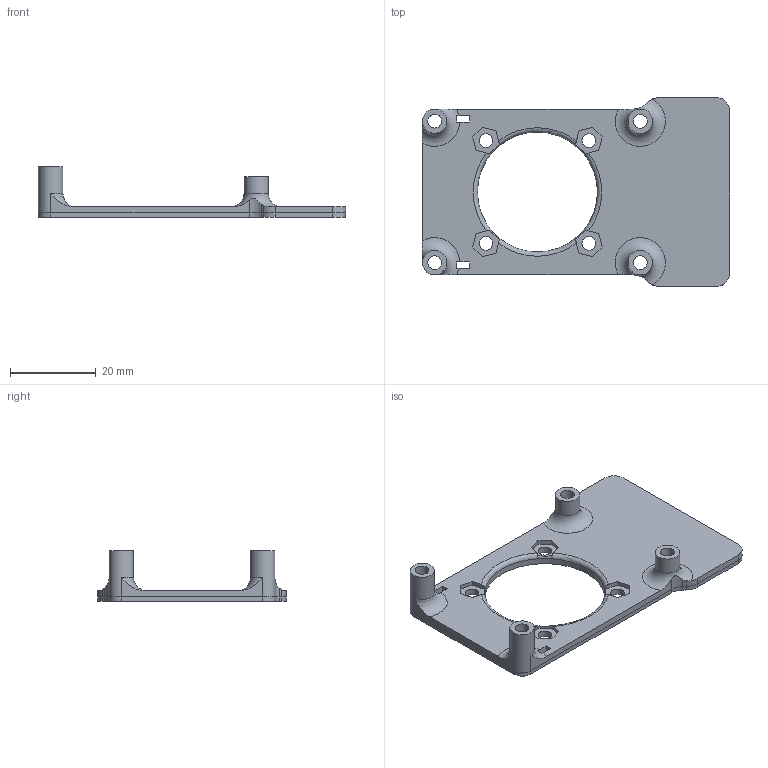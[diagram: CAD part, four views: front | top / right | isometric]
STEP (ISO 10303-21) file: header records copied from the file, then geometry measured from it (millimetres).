
FILE_DESCRIPTION(/* description */ ('STEP AP242','CAx-IF Rec.Pracs.---Representation and Presentation of Product Manufacturing Information (PMI)---4.0---2014-10-13','CAx-IF Rec.Pracs.---3D Tessellated Geometry---0.4---2014-09-14','2;1'),/* implementation_level */ '2;1');
FILE_NAME(/* name */ '647f8b5281c37334480e50b0',/* time_stamp */ '2023-06-06T19:38:59Z',/* author */ (''),/* organization */ (''),/* preprocessor_version */ 'ST-DEVELOPER v19.4',/* originating_system */ ' ',/* authorisation */ ' ');
FILE_SCHEMA (('AP242_MANAGED_MODEL_BASED_3D_ENGINEERING_MIM_LF { 1 0 10303 442 1 1 4 }'));
Length unit declared in the file: metre
Products named in the file (1): CB1 Fan Cover
Bounding box: 71.7 x 44 x 11.8 mm (x, y, z)
Volume: 6050.6 mm3; surface area: 6238.8 mm2
Topology: 1 solids, 1 shells, 90 faces, 251 edges, 161 vertices
Faces by surface type: plane 58, cylinder 19, cone 8, torus 5
Full cylindrical faces by diameter (mm): 3.2 x8, 5.7 x4, 28 x1
Entity records: 2850 total; most frequent: CARTESIAN_POINT 587, ORIENTED_EDGE 460, DIRECTION 438, EDGE_CURVE 230, VERTEX_POINT 156, AXIS2_PLACEMENT_3D 147, LINE 144, VECTOR 144
